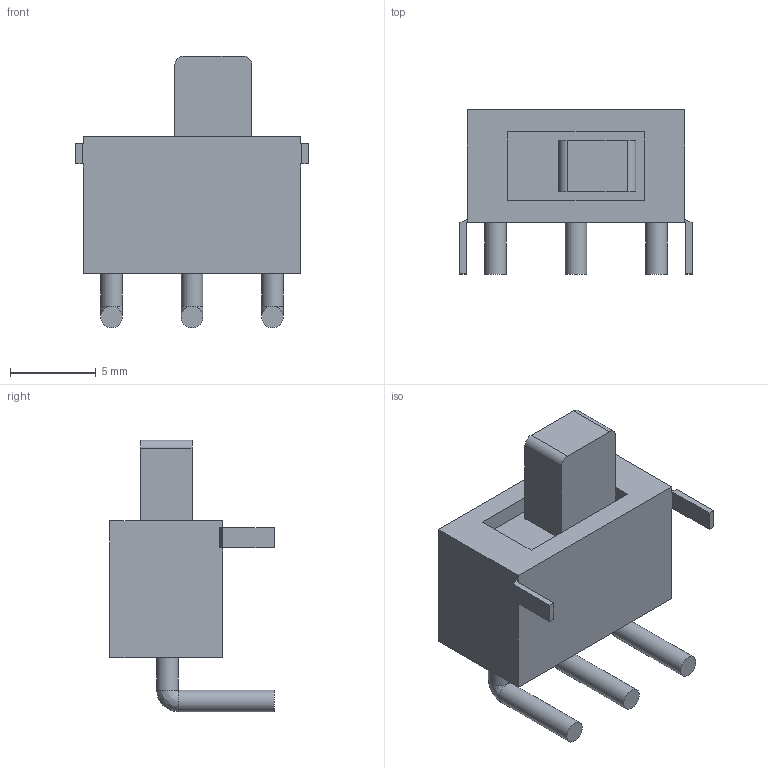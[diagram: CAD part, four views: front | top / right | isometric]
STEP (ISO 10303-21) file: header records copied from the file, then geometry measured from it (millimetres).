
FILE_DESCRIPTION(/* description */ (''),/* implementation_level */ '2;1');
FILE_NAME(/* name */ '5MS1S102AM6QE.stp',/* time_stamp */ '2018-08-01T22:49:00+02:00',/* author */ ('Luke'),/* organization */ (''),/* preprocessor_version */ 'ST-DEVELOPER v16.1',/* originating_system */ 'Autodesk Inventor 2016',/* authorisation */ '');
FILE_SCHEMA (('AUTOMOTIVE_DESIGN { 1 0 10303 214 3 1 1 }'));
Length unit declared in the file: millimetre
Products named in the file (1): 5MS1S102AM6QE
Bounding box: 13.57 x 9.6 x 15.88 mm (x, y, z)
Volume: 751.1 mm3; surface area: 706.6 mm2
Topology: 1 solids, 1 shells, 42 faces, 108 edges, 67 vertices
Faces by surface type: plane 31, cylinder 8, bspline 3
Full cylindrical faces by diameter (mm): 1.27 x6
Entity records: 1251 total; most frequent: CARTESIAN_POINT 272, DIRECTION 186, ORIENTED_EDGE 180, EDGE_CURVE 90, LINE 74, VECTOR 74, VERTEX_POINT 61, AXIS2_PLACEMENT_3D 56
